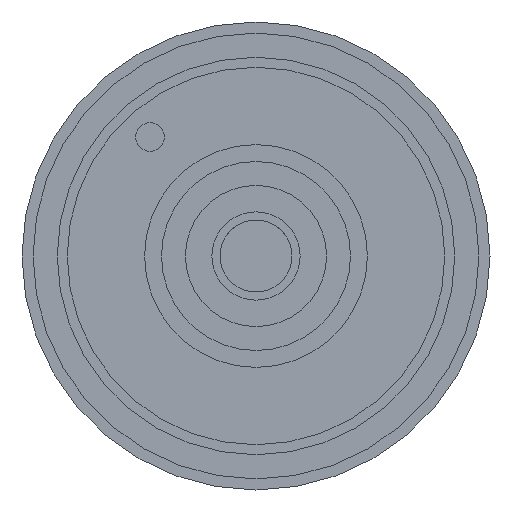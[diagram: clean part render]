
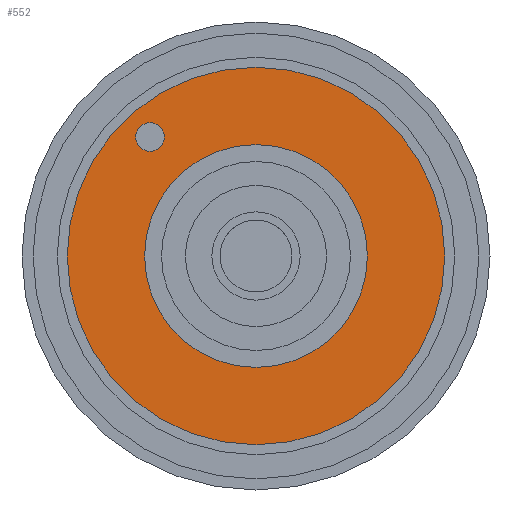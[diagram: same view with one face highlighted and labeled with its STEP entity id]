
A CAD part, front view. The second image highlights one B-rep face of the part: STEP entity #552.
In plain terms, the highlighted planar face has unit normal (0, -1, 0).
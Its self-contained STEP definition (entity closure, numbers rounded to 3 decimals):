
#15=PLANE('',#645);
#30=FACE_BOUND('',#188,.T.);
#31=FACE_BOUND('',#189,.T.);
#60=CIRCLE('',#591,12.395);
#63=CIRCLE('',#595,21.);
#90=CIRCLE('',#636,1.588);
#150=FACE_OUTER_BOUND('',#187,.T.);
#187=EDGE_LOOP('',(#472));
#188=EDGE_LOOP('',(#473));
#189=EDGE_LOOP('',(#474));
#278=VERTEX_POINT('',#925);
#281=VERTEX_POINT('',#933);
#308=VERTEX_POINT('',#1015);
#325=EDGE_CURVE('',#278,#278,#60,.T.);
#330=EDGE_CURVE('',#281,#281,#63,.T.);
#370=EDGE_CURVE('',#308,#308,#90,.T.);
#472=ORIENTED_EDGE('',*,*,#330,.T.);
#473=ORIENTED_EDGE('',*,*,#325,.F.);
#474=ORIENTED_EDGE('',*,*,#370,.T.);
#552=ADVANCED_FACE('',(#150,#30,#31),#15,.T.);
#591=AXIS2_PLACEMENT_3D('',#926,#677,#678);
#595=AXIS2_PLACEMENT_3D('',#935,#687,#688);
#636=AXIS2_PLACEMENT_3D('',#1016,#782,#783);
#645=AXIS2_PLACEMENT_3D('',#1033,#803,#804);
#677=DIRECTION('center_axis',(0.,-1.,0.));
#678=DIRECTION('ref_axis',(1.,0.,0.));
#687=DIRECTION('center_axis',(0.,-1.,0.));
#688=DIRECTION('ref_axis',(1.,0.,0.));
#782=DIRECTION('center_axis',(0.,1.,0.));
#783=DIRECTION('ref_axis',(-1.,0.,0.));
#803=DIRECTION('center_axis',(0.,-1.,0.));
#804=DIRECTION('ref_axis',(0.,0.,1.));
#925=CARTESIAN_POINT('',(12.395,8.917,0.));
#926=CARTESIAN_POINT('Origin',(0.,8.917,0.));
#933=CARTESIAN_POINT('',(21.,8.917,0.));
#935=CARTESIAN_POINT('Origin',(0.,8.917,0.));
#1015=CARTESIAN_POINT('',(-13.378,8.917,13.241));
#1016=CARTESIAN_POINT('Origin',(-11.79,8.917,13.241));
#1033=CARTESIAN_POINT('Origin',(16.698,8.917,0.));
